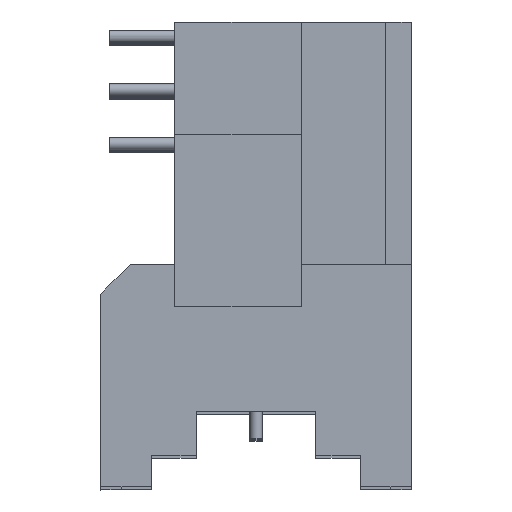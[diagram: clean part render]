
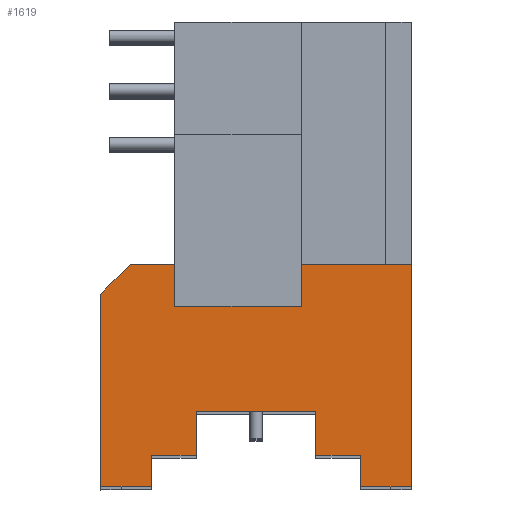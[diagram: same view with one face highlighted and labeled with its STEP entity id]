
A CAD part, top view. The second image highlights one B-rep face of the part: STEP entity #1619.
In plain terms, the highlighted planar face has unit normal (0, 0, 1).
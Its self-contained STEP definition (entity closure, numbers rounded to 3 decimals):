
#1302=FACE_OUTER_BOUND('',#2635,.T.);
#1619=ADVANCED_FACE('',(#1302),#1851,.T.);
#1851=PLANE('',#6438);
#2635=EDGE_LOOP('',(#3440,#3441,#3442,#3443,#3444,#3445,#3446,#3447,#3448,
#3449,#3450,#3451,#3452,#3453,#3454,#3455,#3456));
#3440=ORIENTED_EDGE('',*,*,#4754,.T.);
#3441=ORIENTED_EDGE('',*,*,#4753,.T.);
#3442=ORIENTED_EDGE('',*,*,#4755,.F.);
#3443=ORIENTED_EDGE('',*,*,#4756,.F.);
#3444=ORIENTED_EDGE('',*,*,#4739,.F.);
#3445=ORIENTED_EDGE('',*,*,#4724,.F.);
#3446=ORIENTED_EDGE('',*,*,#4625,.F.);
#3447=ORIENTED_EDGE('',*,*,#4629,.F.);
#3448=ORIENTED_EDGE('',*,*,#4632,.F.);
#3449=ORIENTED_EDGE('',*,*,#4635,.F.);
#3450=ORIENTED_EDGE('',*,*,#4638,.F.);
#3451=ORIENTED_EDGE('',*,*,#4641,.F.);
#3452=ORIENTED_EDGE('',*,*,#4644,.F.);
#3453=ORIENTED_EDGE('',*,*,#4650,.F.);
#3454=ORIENTED_EDGE('',*,*,#4652,.F.);
#3455=ORIENTED_EDGE('',*,*,#4400,.F.);
#3456=ORIENTED_EDGE('',*,*,#4757,.F.);
#3962=VERTEX_POINT('',#8533);
#3963=VERTEX_POINT('',#8535);
#4181=VERTEX_POINT('',#9177);
#4182=VERTEX_POINT('',#9179);
#4184=VERTEX_POINT('',#9185);
#4186=VERTEX_POINT('',#9191);
#4188=VERTEX_POINT('',#9197);
#4190=VERTEX_POINT('',#9203);
#4192=VERTEX_POINT('',#9209);
#4194=VERTEX_POINT('',#9215);
#4197=VERTEX_POINT('',#9226);
#4242=VERTEX_POINT('',#9366);
#4252=VERTEX_POINT('',#9392);
#4261=VERTEX_POINT('',#9417);
#4262=VERTEX_POINT('',#9419);
#4263=VERTEX_POINT('',#9423);
#4264=VERTEX_POINT('',#9425);
#4400=EDGE_CURVE('',#3962,#3963,#5164,.T.);
#4625=EDGE_CURVE('',#4181,#4182,#5195,.T.);
#4629=EDGE_CURVE('',#4184,#4181,#5199,.T.);
#4632=EDGE_CURVE('',#4186,#4184,#5202,.T.);
#4635=EDGE_CURVE('',#4188,#4186,#5205,.T.);
#4638=EDGE_CURVE('',#4190,#4188,#5208,.T.);
#4641=EDGE_CURVE('',#4192,#4190,#5211,.T.);
#4644=EDGE_CURVE('',#4194,#4192,#5214,.T.);
#4650=EDGE_CURVE('',#4197,#4194,#5220,.T.);
#4652=EDGE_CURVE('',#3963,#4197,#5222,.T.);
#4724=EDGE_CURVE('',#4182,#4242,#5294,.T.);
#4739=EDGE_CURVE('',#4242,#4252,#5309,.T.);
#4753=EDGE_CURVE('',#4261,#4262,#5323,.T.);
#4754=EDGE_CURVE('',#4263,#4261,#5324,.T.);
#4755=EDGE_CURVE('',#4264,#4262,#5325,.T.);
#4756=EDGE_CURVE('',#4252,#4264,#5326,.T.);
#4757=EDGE_CURVE('',#4263,#3962,#5327,.T.);
#5164=LINE('',#8534,#5493);
#5195=LINE('',#9178,#5524);
#5199=LINE('',#9186,#5528);
#5202=LINE('',#9192,#5531);
#5205=LINE('',#9198,#5534);
#5208=LINE('',#9204,#5537);
#5211=LINE('',#9210,#5540);
#5214=LINE('',#9216,#5543);
#5220=LINE('',#9227,#5549);
#5222=LINE('',#9231,#5551);
#5294=LINE('',#9365,#5623);
#5309=LINE('',#9391,#5638);
#5323=LINE('',#9420,#5652);
#5324=LINE('',#9422,#5653);
#5325=LINE('',#9424,#5654);
#5326=LINE('',#9426,#5655);
#5327=LINE('',#9427,#5656);
#5493=VECTOR('',#6596,1.);
#5524=VECTOR('',#7415,1.);
#5528=VECTOR('',#7421,1.);
#5531=VECTOR('',#7426,1.);
#5534=VECTOR('',#7431,1.);
#5537=VECTOR('',#7436,1.);
#5540=VECTOR('',#7441,1.);
#5543=VECTOR('',#7446,1.);
#5549=VECTOR('',#7456,1.);
#5551=VECTOR('',#7460,1.);
#5623=VECTOR('',#7570,1.);
#5638=VECTOR('',#7587,1.);
#5652=VECTOR('',#7609,1.);
#5653=VECTOR('',#7612,1.);
#5654=VECTOR('',#7613,1.);
#5655=VECTOR('',#7614,1.);
#5656=VECTOR('',#7615,1.);
#6438=AXIS2_PLACEMENT_3D('',#9428,#7616,#7617);
#6596=DIRECTION('',(0.,-1.,0.));
#7415=DIRECTION('',(-1.,0.,0.));
#7421=DIRECTION('',(0.,-1.,0.));
#7426=DIRECTION('',(-1.,0.,0.));
#7431=DIRECTION('',(0.,-1.,0.));
#7436=DIRECTION('',(-1.,0.,0.));
#7441=DIRECTION('',(0.,1.,0.));
#7446=DIRECTION('',(-1.,0.,0.));
#7456=DIRECTION('',(0.,1.,0.));
#7460=DIRECTION('',(-1.,0.,0.));
#7570=DIRECTION('',(0.,1.,0.));
#7587=DIRECTION('',(0.707,0.707,0.));
#7609=DIRECTION('',(-1.,0.,0.));
#7612=DIRECTION('',(0.,-1.,0.));
#7613=DIRECTION('',(0.,-1.,0.));
#7614=DIRECTION('',(1.,0.,0.));
#7615=DIRECTION('',(1.,0.,0.));
#7616=DIRECTION('',(0.,0.,1.));
#7617=DIRECTION('',(1.,0.,0.));
#8533=CARTESIAN_POINT('',(-0.05,-11.58,87.45));
#8534=CARTESIAN_POINT('',(-0.05,-11.58,87.45));
#8535=CARTESIAN_POINT('',(-0.05,-22.1,87.45));
#9177=CARTESIAN_POINT('',(-12.35,-22.1,87.45));
#9178=CARTESIAN_POINT('',(-12.4,-22.1,87.45));
#9179=CARTESIAN_POINT('',(-14.75,-22.1,87.45));
#9185=CARTESIAN_POINT('',(-12.35,-20.6,87.45));
#9186=CARTESIAN_POINT('',(-12.35,-20.6,87.45));
#9191=CARTESIAN_POINT('',(-10.225,-20.6,87.45));
#9192=CARTESIAN_POINT('',(-10.225,-20.6,87.45));
#9197=CARTESIAN_POINT('',(-10.225,-18.55,87.45));
#9198=CARTESIAN_POINT('',(-10.225,-18.55,87.45));
#9203=CARTESIAN_POINT('',(-4.575,-18.55,87.45));
#9204=CARTESIAN_POINT('',(-4.575,-18.55,87.45));
#9209=CARTESIAN_POINT('',(-4.575,-20.6,87.45));
#9210=CARTESIAN_POINT('',(-4.575,-20.6,87.45));
#9215=CARTESIAN_POINT('',(-2.45,-20.6,87.45));
#9216=CARTESIAN_POINT('',(-2.4,-20.6,87.45));
#9226=CARTESIAN_POINT('',(-2.45,-22.1,87.45));
#9227=CARTESIAN_POINT('',(-2.45,-22.1,87.45));
#9231=CARTESIAN_POINT('',(0.,-22.1,87.45));
#9365=CARTESIAN_POINT('',(-14.75,-22.1,87.45));
#9366=CARTESIAN_POINT('',(-14.75,-12.98,87.45));
#9391=CARTESIAN_POINT('',(-14.8,-13.03,87.45));
#9392=CARTESIAN_POINT('',(-13.35,-11.58,87.45));
#9417=CARTESIAN_POINT('',(-5.25,-13.55,87.45));
#9419=CARTESIAN_POINT('',(-11.25,-13.55,87.45));
#9420=CARTESIAN_POINT('',(-5.25,-13.55,87.45));
#9422=CARTESIAN_POINT('',(-5.25,-11.58,87.45));
#9423=CARTESIAN_POINT('',(-5.25,-11.58,87.45));
#9424=CARTESIAN_POINT('',(-11.25,-11.58,87.45));
#9425=CARTESIAN_POINT('',(-11.25,-11.58,87.45));
#9426=CARTESIAN_POINT('',(-13.35,-11.58,87.45));
#9427=CARTESIAN_POINT('',(-5.25,-11.58,87.45));
#9428=CARTESIAN_POINT('',(-15.54,-23.205,87.45));
